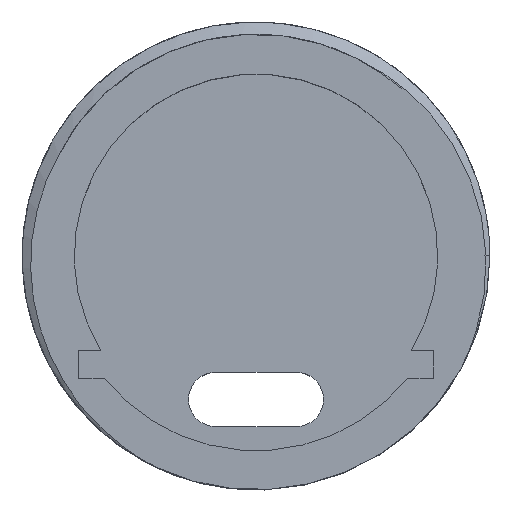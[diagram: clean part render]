
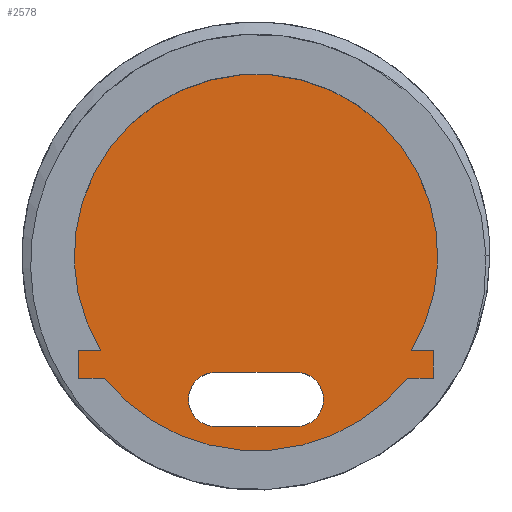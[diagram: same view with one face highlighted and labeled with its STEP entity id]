
A CAD part, top view. The second image highlights one B-rep face of the part: STEP entity #2578.
In plain terms, the highlighted planar face has unit normal (0, 0, 1).
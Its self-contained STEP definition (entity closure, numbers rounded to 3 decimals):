
#2075 = VERTEX_POINT('',#2076);
#2076 = CARTESIAN_POINT('',(2.9,-1.35,1.));
#2084 = VERTEX_POINT('',#2085);
#2085 = CARTESIAN_POINT('',(2.9,-5.25,1.));
#2091 = EDGE_CURVE('',#2075,#2084,#2092,.T.);
#2092 = CIRCLE('',#2093,1.95);
#2093 = AXIS2_PLACEMENT_3D('',#2094,#2095,#2096);
#2094 = CARTESIAN_POINT('',(2.9,-3.3,1.));
#2095 = DIRECTION('',(0.,0.,-1.));
#2096 = DIRECTION('',(1.,0.,0.));
#2107 = VERTEX_POINT('',#2108);
#2108 = CARTESIAN_POINT('',(-2.9,-1.35,1.));
#2116 = EDGE_CURVE('',#2107,#2075,#2117,.T.);
#2117 = LINE('',#2118,#2119);
#2118 = CARTESIAN_POINT('',(-2.9,-1.35,1.));
#2119 = VECTOR('',#2120,1.);
#2120 = DIRECTION('',(1.,0.,0.));
#2131 = VERTEX_POINT('',#2132);
#2132 = CARTESIAN_POINT('',(-2.9,-5.25,1.));
#2140 = EDGE_CURVE('',#2131,#2107,#2141,.T.);
#2141 = CIRCLE('',#2142,1.95);
#2142 = AXIS2_PLACEMENT_3D('',#2143,#2144,#2145);
#2143 = CARTESIAN_POINT('',(-2.9,-3.3,1.));
#2144 = DIRECTION('',(0.,0.,-1.));
#2145 = DIRECTION('',(1.,0.,0.));
#2158 = EDGE_CURVE('',#2084,#2131,#2159,.T.);
#2159 = LINE('',#2160,#2161);
#2160 = CARTESIAN_POINT('',(2.9,-5.25,1.));
#2161 = VECTOR('',#2162,1.);
#2162 = DIRECTION('',(-1.,0.,0.));
#2578 = ADVANCED_FACE('',(#2579,#2647),#2653,.T.);
#2579 = FACE_BOUND('',#2580,.T.);
#2580 = EDGE_LOOP('',(#2581,#2592,#2600,#2608,#2616,#2625,#2633,#2641));
#2581 = ORIENTED_EDGE('',*,*,#2582,.T.);
#2582 = EDGE_CURVE('',#2583,#2585,#2587,.T.);
#2583 = VERTEX_POINT('',#2584);
#2584 = CARTESIAN_POINT('',(-10.889,-1.8,1.));
#2585 = VERTEX_POINT('',#2586);
#2586 = CARTESIAN_POINT('',(10.889,-1.8,1.));
#2587 = CIRCLE('',#2588,14.);
#2588 = AXIS2_PLACEMENT_3D('',#2589,#2590,#2591);
#2589 = CARTESIAN_POINT('',(0.,7.,1.));
#2590 = DIRECTION('',(0.,0.,1.));
#2591 = DIRECTION('',(1.,0.,0.));
#2592 = ORIENTED_EDGE('',*,*,#2593,.T.);
#2593 = EDGE_CURVE('',#2585,#2594,#2596,.T.);
#2594 = VERTEX_POINT('',#2595);
#2595 = CARTESIAN_POINT('',(12.75,-1.8,1.));
#2596 = LINE('',#2597,#2598);
#2597 = CARTESIAN_POINT('',(10.889,-1.8,1.));
#2598 = VECTOR('',#2599,1.);
#2599 = DIRECTION('',(1.,0.,0.));
#2600 = ORIENTED_EDGE('',*,*,#2601,.T.);
#2601 = EDGE_CURVE('',#2594,#2602,#2604,.T.);
#2602 = VERTEX_POINT('',#2603);
#2603 = CARTESIAN_POINT('',(12.75,0.2,1.));
#2604 = LINE('',#2605,#2606);
#2605 = CARTESIAN_POINT('',(12.75,-1.8,1.));
#2606 = VECTOR('',#2607,1.);
#2607 = DIRECTION('',(0.,1.,0.));
#2608 = ORIENTED_EDGE('',*,*,#2609,.T.);
#2609 = EDGE_CURVE('',#2602,#2610,#2612,.T.);
#2610 = VERTEX_POINT('',#2611);
#2611 = CARTESIAN_POINT('',(11.15,0.2,1.));
#2612 = LINE('',#2613,#2614);
#2613 = CARTESIAN_POINT('',(12.75,0.2,1.));
#2614 = VECTOR('',#2615,1.);
#2615 = DIRECTION('',(-1.,0.,0.));
#2616 = ORIENTED_EDGE('',*,*,#2617,.T.);
#2617 = EDGE_CURVE('',#2610,#2618,#2620,.T.);
#2618 = VERTEX_POINT('',#2619);
#2619 = CARTESIAN_POINT('',(-11.15,0.2,1.));
#2620 = CIRCLE('',#2621,13.06);
#2621 = AXIS2_PLACEMENT_3D('',#2622,#2623,#2624);
#2622 = CARTESIAN_POINT('',(0.,7.,1.));
#2623 = DIRECTION('',(0.,0.,1.));
#2624 = DIRECTION('',(1.,0.,0.));
#2625 = ORIENTED_EDGE('',*,*,#2626,.F.);
#2626 = EDGE_CURVE('',#2627,#2618,#2629,.T.);
#2627 = VERTEX_POINT('',#2628);
#2628 = CARTESIAN_POINT('',(-12.75,0.2,1.));
#2629 = LINE('',#2630,#2631);
#2630 = CARTESIAN_POINT('',(-12.75,0.2,1.));
#2631 = VECTOR('',#2632,1.);
#2632 = DIRECTION('',(1.,0.,0.));
#2633 = ORIENTED_EDGE('',*,*,#2634,.F.);
#2634 = EDGE_CURVE('',#2635,#2627,#2637,.T.);
#2635 = VERTEX_POINT('',#2636);
#2636 = CARTESIAN_POINT('',(-12.75,-1.8,1.));
#2637 = LINE('',#2638,#2639);
#2638 = CARTESIAN_POINT('',(-12.75,-1.8,1.));
#2639 = VECTOR('',#2640,1.);
#2640 = DIRECTION('',(0.,1.,0.));
#2641 = ORIENTED_EDGE('',*,*,#2642,.F.);
#2642 = EDGE_CURVE('',#2583,#2635,#2643,.T.);
#2643 = LINE('',#2644,#2645);
#2644 = CARTESIAN_POINT('',(-10.889,-1.8,1.));
#2645 = VECTOR('',#2646,1.);
#2646 = DIRECTION('',(-1.,0.,0.));
#2647 = FACE_BOUND('',#2648,.T.);
#2648 = EDGE_LOOP('',(#2649,#2650,#2651,#2652));
#2649 = ORIENTED_EDGE('',*,*,#2158,.T.);
#2650 = ORIENTED_EDGE('',*,*,#2140,.T.);
#2651 = ORIENTED_EDGE('',*,*,#2116,.T.);
#2652 = ORIENTED_EDGE('',*,*,#2091,.T.);
#2653 = PLANE('',#2654);
#2654 = AXIS2_PLACEMENT_3D('',#2655,#2656,#2657);
#2655 = CARTESIAN_POINT('',(0.,5.197,1.));
#2656 = DIRECTION('',(0.,0.,1.));
#2657 = DIRECTION('',(1.,0.,0.));
